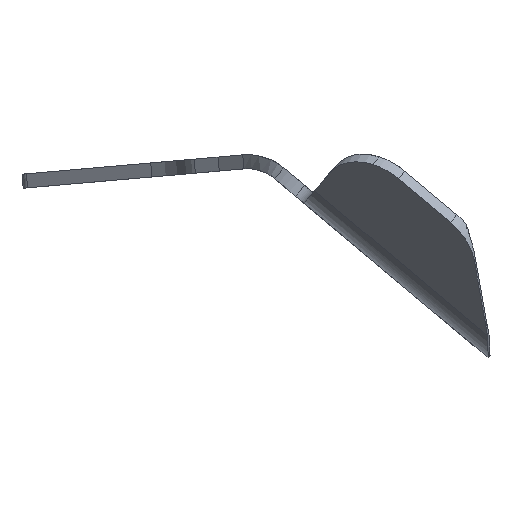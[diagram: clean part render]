
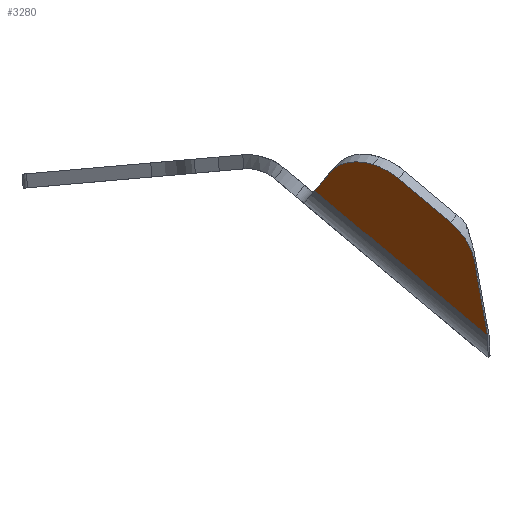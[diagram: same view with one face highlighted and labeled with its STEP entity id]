
A CAD part, left-side view. The second image highlights one B-rep face of the part: STEP entity #3280.
In plain terms, the highlighted planar face has unit normal (-0.707, 0.455, -0.542).
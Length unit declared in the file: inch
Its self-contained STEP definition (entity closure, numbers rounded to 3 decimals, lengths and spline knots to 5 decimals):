
#78 = EDGE_CURVE ( 'NONE', #2780, #4030, #2295, .T. ) ;
#94 = DIRECTION ( 'NONE',  ( 0., -0.766, -0.643 ) ) ;
#199 = VERTEX_POINT ( 'NONE', #2077 ) ;
#233 = FACE_OUTER_BOUND ( 'NONE', #438, .T. ) ;
#277 = VECTOR ( 'NONE', #3583, 39.37008 ) ;
#430 = CIRCLE ( 'NONE', #4217, 0.5 ) ;
#438 = EDGE_LOOP ( 'NONE', ( #4280, #2728, #4457, #1995, #1834, #2558, #517 ) ) ;
#459 = EDGE_CURVE ( 'NONE', #2671, #4030, #2341, .T. ) ;
#517 = ORIENTED_EDGE ( 'NONE', *, *, #459, .T. ) ;
#544 = CARTESIAN_POINT ( 'NONE',  ( -6.89638, 1.2045, -6.24239 ) ) ;
#685 = CARTESIAN_POINT ( 'NONE',  ( -6.84689, 1.04874, -6.4377 ) ) ;
#696 = VERTEX_POINT ( 'NONE', #685 ) ;
#718 = AXIS2_PLACEMENT_3D ( 'NONE', #1269, #4393, #2287 ) ;
#732 = DIRECTION ( 'NONE',  ( 0.707, 0.455, -0.542 ) ) ;
#1173 = AXIS2_PLACEMENT_3D ( 'NONE', #4514, #1338, #2725 ) ;
#1175 = CARTESIAN_POINT ( 'NONE',  ( -6.54283, 1.43176, -6.51323 ) ) ;
#1181 = CARTESIAN_POINT ( 'NONE',  ( -6.33572, 0.02899, -7.96065 ) ) ;
#1220 = DIRECTION ( 'NONE',  ( 0.608, 0., -0.794 ) ) ;
#1269 = CARTESIAN_POINT ( 'NONE',  ( -6.54283, 0.58582, -7.22305 ) ) ;
#1338 = DIRECTION ( 'NONE',  ( 0.707, -0.455, 0.542 ) ) ;
#1606 = EDGE_CURVE ( 'NONE', #1815, #199, #3099, .T. ) ;
#1815 = VERTEX_POINT ( 'NONE', #1181 ) ;
#1834 = ORIENTED_EDGE ( 'NONE', *, *, #1606, .F. ) ;
#1995 = ORIENTED_EDGE ( 'NONE', *, *, #3422, .T. ) ;
#2077 = CARTESIAN_POINT ( 'NONE',  ( -6.33572, 1.56489, -6.67188 ) ) ;
#2275 = CARTESIAN_POINT ( 'NONE',  ( -6.89638, 0.35856, -6.95222 ) ) ;
#2287 = DIRECTION ( 'NONE',  ( 0.608, 0., -0.794 ) ) ;
#2295 = LINE ( 'NONE', #544, #3145 ) ;
#2341 = CIRCLE ( 'NONE', #718, 0.5 ) ;
#2369 = CARTESIAN_POINT ( 'NONE',  ( -6.77066, 0.14648, -7.29429 ) ) ;
#2413 = CARTESIAN_POINT ( 'NONE',  ( -6.54283, 1.04874, -6.83462 ) ) ;
#2417 = CARTESIAN_POINT ( 'NONE',  ( -6.33572, 1.56489, -6.67188 ) ) ;
#2442 = DIRECTION ( 'NONE',  ( -0.707, 0.455, -0.542 ) ) ;
#2487 = LINE ( 'NONE', #3197, #277 ) ;
#2558 = ORIENTED_EDGE ( 'NONE', *, *, #3528, .T. ) ;
#2671 = VERTEX_POINT ( 'NONE', #2369 ) ;
#2725 = DIRECTION ( 'NONE',  ( -0.608, 0., 0.794 ) ) ;
#2728 = ORIENTED_EDGE ( 'NONE', *, *, #3731, .T. ) ;
#2780 = VERTEX_POINT ( 'NONE', #3927 ) ;
#2949 = VECTOR ( 'NONE', #732, 39.37008 ) ;
#3078 = VERTEX_POINT ( 'NONE', #1175 ) ;
#3099 = LINE ( 'NONE', #2417, #3245 ) ;
#3128 = PLANE ( 'NONE',  #1173 ) ;
#3145 = VECTOR ( 'NONE', #94, 39.37008 ) ;
#3197 = CARTESIAN_POINT ( 'NONE',  ( -6.97011, 0.20036, -6.98872 ) ) ;
#3204 = EDGE_CURVE ( 'NONE', #696, #3078, #3912, .T. ) ;
#3245 = VECTOR ( 'NONE', #4511, 39.37008 ) ;
#3280 = ADVANCED_FACE ( 'NONE', ( #233 ), #3128, .F. ) ;
#3339 = CARTESIAN_POINT ( 'NONE',  ( -6.54283, 1.04874, -6.83462 ) ) ;
#3380 = DIRECTION ( 'NONE',  ( -0.707, 0.455, -0.542 ) ) ;
#3422 = EDGE_CURVE ( 'NONE', #3078, #199, #3566, .T. ) ;
#3528 = EDGE_CURVE ( 'NONE', #1815, #2671, #2487, .T. ) ;
#3566 = LINE ( 'NONE', #4323, #2949 ) ;
#3583 = DIRECTION ( 'NONE',  ( -0.541, 0.146, 0.828 ) ) ;
#3731 = EDGE_CURVE ( 'NONE', #2780, #696, #430, .T. ) ;
#3912 = CIRCLE ( 'NONE', #4356, 0.5 ) ;
#3927 = CARTESIAN_POINT ( 'NONE',  ( -6.89638, 0.82148, -6.56378 ) ) ;
#4030 = VERTEX_POINT ( 'NONE', #2275 ) ;
#4204 = DIRECTION ( 'NONE',  ( 0.608, 0., -0.794 ) ) ;
#4217 = AXIS2_PLACEMENT_3D ( 'NONE', #2413, #2442, #4204 ) ;
#4280 = ORIENTED_EDGE ( 'NONE', *, *, #78, .F. ) ;
#4323 = CARTESIAN_POINT ( 'NONE',  ( -6.22589, 1.63549, -6.75602 ) ) ;
#4356 = AXIS2_PLACEMENT_3D ( 'NONE', #3339, #3380, #1220 ) ;
#4393 = DIRECTION ( 'NONE',  ( -0.707, 0.455, -0.542 ) ) ;
#4457 = ORIENTED_EDGE ( 'NONE', *, *, #3204, .T. ) ;
#4511 = DIRECTION ( 'NONE',  ( 0., 0.766, 0.643 ) ) ;
#4514 = CARTESIAN_POINT ( 'NONE',  ( -6.22589, 1.63549, -6.75602 ) ) ;
